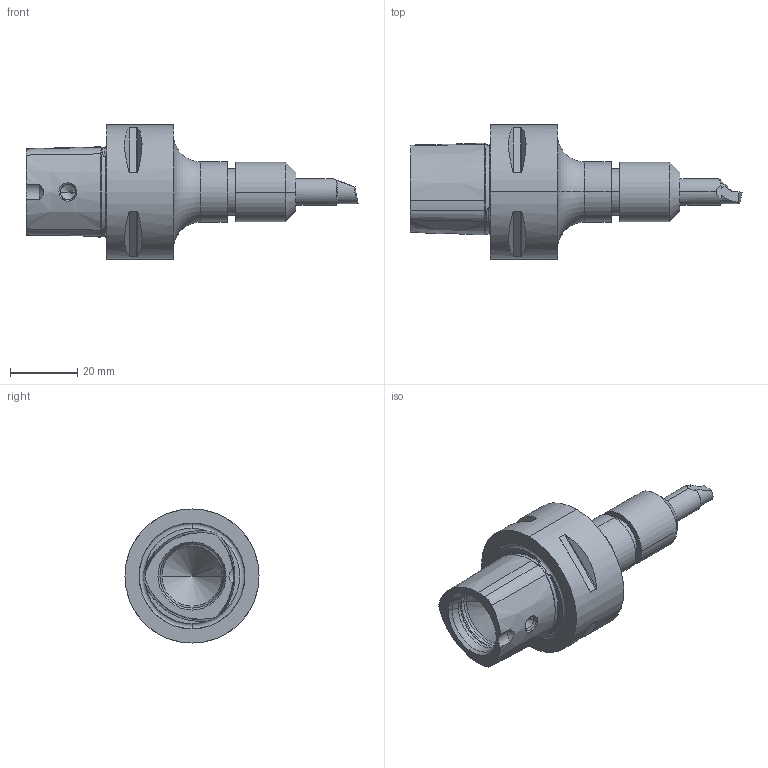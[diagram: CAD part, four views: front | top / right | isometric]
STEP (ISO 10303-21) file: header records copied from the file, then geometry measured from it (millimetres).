
FILE_DESCRIPTION (( 'STEP AP214' ), '1' );
FILE_NAME ('MBM-25 PSC40_SDA8.STEP', '2016-03-16T13:34:03', ( '' ), ( '' ), 'SwSTEP 2.0', 'SolidWorks 2015', '' );
FILE_SCHEMA (( 'AUTOMOTIVE_DESIGN' ));
Length unit declared in the file: millimetre
Products named in the file (1): MBM-25 PSC40_SDA8
Bounding box: 99 x 40 x 40 mm (x, y, z)
Volume: 45058.3 mm3; surface area: 10066.2 mm2
Topology: 1 solids, 1 shells, 129 faces, 307 edges, 187 vertices
Faces by surface type: cone 39, torus 31, cylinder 29, plane 28, bspline 2
Entity records: 6172 total; most frequent: CARTESIAN_POINT 3043, DIRECTION 622, ORIENTED_EDGE 606, EDGE_CURVE 303, AXIS2_PLACEMENT_3D 272, VERTEX_POINT 187, CIRCLE 144, EDGE_LOOP 140
